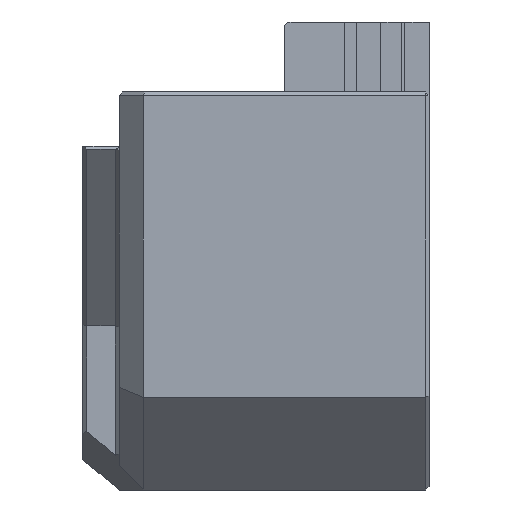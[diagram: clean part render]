
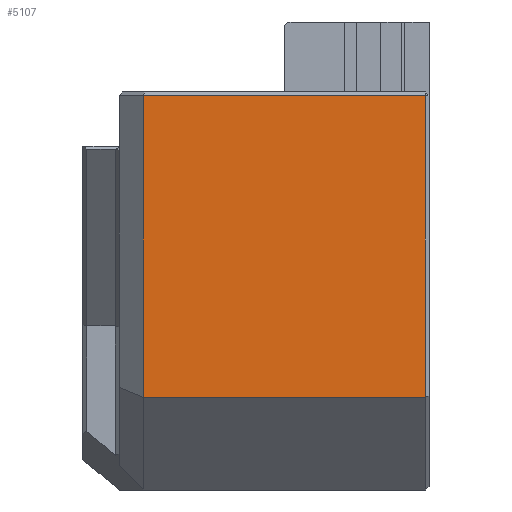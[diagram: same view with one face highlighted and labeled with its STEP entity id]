
A CAD part, left-side view. The second image highlights one B-rep face of the part: STEP entity #5107.
In plain terms, the highlighted planar face has unit normal (-1, 0, 0).
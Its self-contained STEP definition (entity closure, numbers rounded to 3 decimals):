
#259=FACE_OUTER_BOUND('',#537,.T.);
#537=EDGE_LOOP('',(#3926,#3927,#3928,#3929));
#1065=LINE('',#7827,#1740);
#1067=LINE('',#7830,#1742);
#1080=LINE('',#7855,#1755);
#1081=LINE('',#7856,#1756);
#1740=VECTOR('',#6249,10.);
#1742=VECTOR('',#6253,10.);
#1755=VECTOR('',#6278,10.);
#1756=VECTOR('',#6279,10.);
#2313=VERTEX_POINT('',#7759);
#2315=VERTEX_POINT('',#7765);
#2334=VERTEX_POINT('',#7823);
#2340=VERTEX_POINT('',#7854);
#2928=EDGE_CURVE('',#2334,#2315,#1065,.T.);
#2930=EDGE_CURVE('',#2315,#2313,#1067,.T.);
#2943=EDGE_CURVE('',#2340,#2334,#1080,.T.);
#2944=EDGE_CURVE('',#2340,#2313,#1081,.T.);
#3926=ORIENTED_EDGE('',*,*,#2930,.F.);
#3927=ORIENTED_EDGE('',*,*,#2928,.F.);
#3928=ORIENTED_EDGE('',*,*,#2943,.F.);
#3929=ORIENTED_EDGE('',*,*,#2944,.T.);
#4851=PLANE('',#5417);
#5107=ADVANCED_FACE('',(#259),#4851,.T.);
#5417=AXIS2_PLACEMENT_3D('',#7853,#6276,#6277);
#6249=DIRECTION('',(0.,-1.,0.));
#6253=DIRECTION('',(0.,0.,-1.));
#6276=DIRECTION('center_axis',(-1.,0.,0.));
#6277=DIRECTION('ref_axis',(0.,0.,
1.));
#6278=DIRECTION('',(0.,0.,1.));
#6279=DIRECTION('',(0.,-1.,0.));
#7759=CARTESIAN_POINT('',(3.7,31.328,-23.157));
#7765=CARTESIAN_POINT('',(3.7,31.328,1.872));
#7823=CARTESIAN_POINT('',(3.7,54.728,1.872));
#7827=CARTESIAN_POINT('',(3.7,35.028,1.872));
#7830=CARTESIAN_POINT('',(3.7,31.328,-18.743));
#7853=CARTESIAN_POINT('Origin',(3.7,35.028,-23.157));
#7854=CARTESIAN_POINT('',(3.7,54.728,-23.157));
#7855=CARTESIAN_POINT('',(3.7,54.728,-18.743));
#7856=CARTESIAN_POINT('',(3.7,35.028,-23.157));
